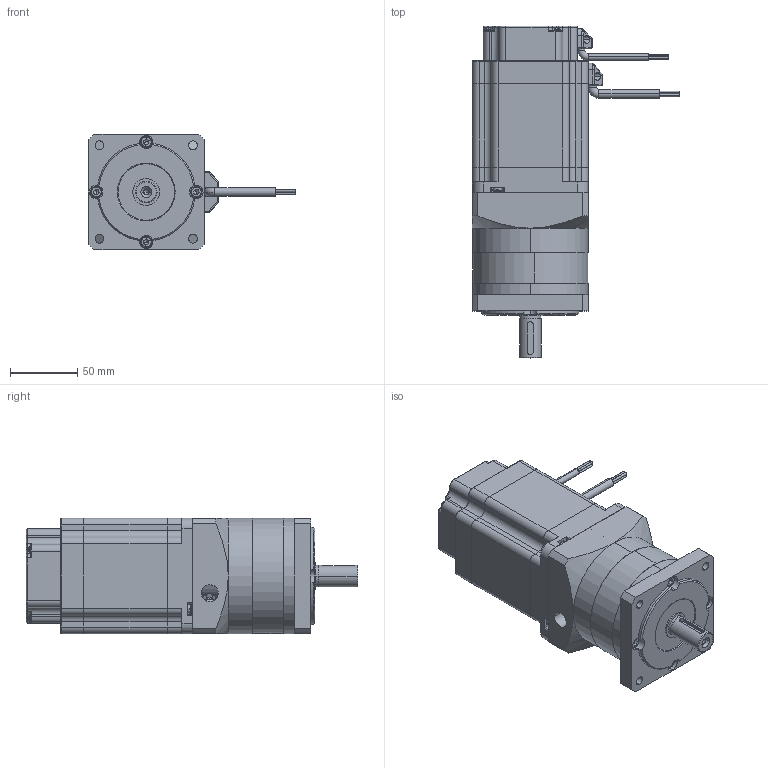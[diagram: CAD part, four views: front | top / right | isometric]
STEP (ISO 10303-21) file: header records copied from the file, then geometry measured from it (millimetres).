
FILE_DESCRIPTION (( 'STEP AP214' ), '1' );
FILE_NAME ('86BL-AG.STEP', '2022-03-12T02:17:23', ( '' ), ( '' ), 'SwSTEP 2.0', 'SolidWorks 2020', '' );
FILE_SCHEMA (( 'AUTOMOTIVE_DESIGN' ));
Length unit declared in the file: millimetre
Products named in the file (20): 蚐猾42; PL86俴陎熬厒儂; 86綴傷裔; 86拸芃綴裔; 86BL-AG; hexagon socket head cap screws gb_ M5; PL86 源楊擘; cross recessed round head wood screws gb_GB_WOOD_SCREWS_TYPE136 M2.5X10-N; M4; 86揤盄裔17; PL86 ヶ傷裔; 86拸芃ヶ傷裔; 86揤盄裔15; 怀堤粣; 薊粣ん; 儂旯; 86拸芃粣; 86拸芃隅赽66; 86拸芃蚾饜芞; hexagon socket head cap screws gb_GB_FASTENER_SCREWS_HSHCS M5X12-N
Assembly tree (37 placements, depth 3):
  86BL-AG
    86拸芃蚾饜芞
      86拸芃ヶ傷裔
      86拸芃隅赽66
      86綴傷裔
      86拸芃粣
      86揤盄裔15
      86揤盄裔17
      86拸芃綴裔
      M4  x4
      cross recessed round head wood screws gb_GB_WOOD_SCREWS_TYPE136 M2.5X10-N  x8
    PL86俴陎熬厒儂
      PL86 ヶ傷裔
      儂旯
      薊粣ん
      怀堤粣
      PL86 源楊擘
      蚐猾42
      hexagon socket head cap screws gb_ M5  x8
      hexagon socket head cap screws gb_GB_FASTENER_SCREWS_HSHCS M5X12-N  x2
Bounding box: 154.09 x 247 x 86 mm (x, y, z)
Volume: 1092788 mm3; surface area: 219737.3 mm2
Topology: 44 solids, 44 shells, 1256 faces, 2995 edges, 1833 vertices
Faces by surface type: plane 525, cylinder 461, torus 136, cone 102, sphere 24, bspline 8
Entity records: 27938 total; most frequent: CARTESIAN_POINT 5043, DIRECTION 4459, ORIENTED_EDGE 3878, EDGE_CURVE 1939, AXIS2_PLACEMENT_3D 1790, VERTEX_POINT 1222, CIRCLE 957, EDGE_LOOP 921
